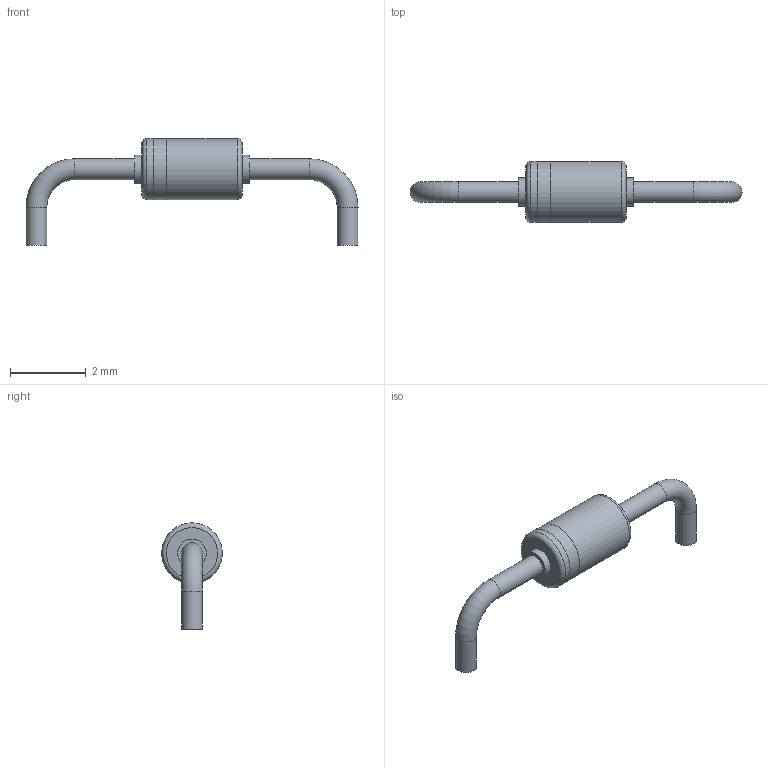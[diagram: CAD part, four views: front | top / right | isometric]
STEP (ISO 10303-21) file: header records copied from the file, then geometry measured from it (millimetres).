
FILE_DESCRIPTION(/* description */ (''),/* implementation_level */ '2;1');
FILE_NAME(/* name */ 'NZX3V3A,133 v1.step',/* time_stamp */ '2023-06-13T23:11:36-04:00',/* author */ (''),/* organization */ (''),/* preprocessor_version */ 'ST-DEVELOPER v19.2',/* originating_system */ 'Autodesk Translation Framework v12.6.0.85',/* authorisation */ '');
FILE_SCHEMA (('AUTOMOTIVE_DESIGN { 1 0 10303 214 3 1 1 }'));
Length unit declared in the file: millimetre
Products named in the file (1): NZX3V3A,133
Bounding box: 8.75 x 1.6 x 2.8 mm (x, y, z)
Volume: 7.4 mm3; surface area: 41 mm2
Topology: 5 solids, 5 shells, 25 faces, 39 edges, 26 vertices
Faces by surface type: plane 12, cylinder 9, torus 4
Full cylindrical faces by diameter (mm): 0.55 x4, 0.75 x2, 1.6 x3
Entity records: 626 total; most frequent: DIRECTION 121, CARTESIAN_POINT 91, ORIENTED_EDGE 78, AXIS2_PLACEMENT_3D 56, EDGE_CURVE 39, CIRCLE 30, EDGE_LOOP 27, VERTEX_POINT 26
